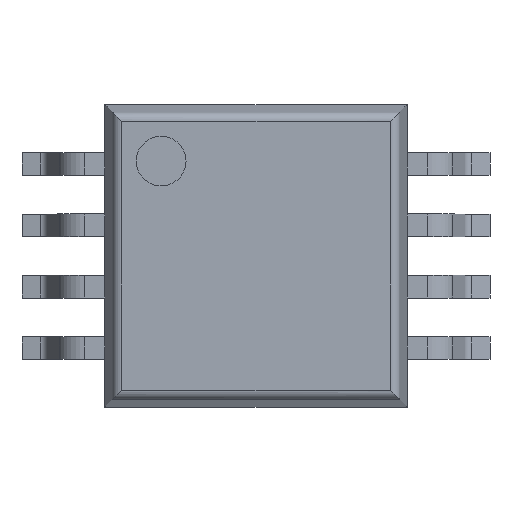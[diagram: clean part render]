
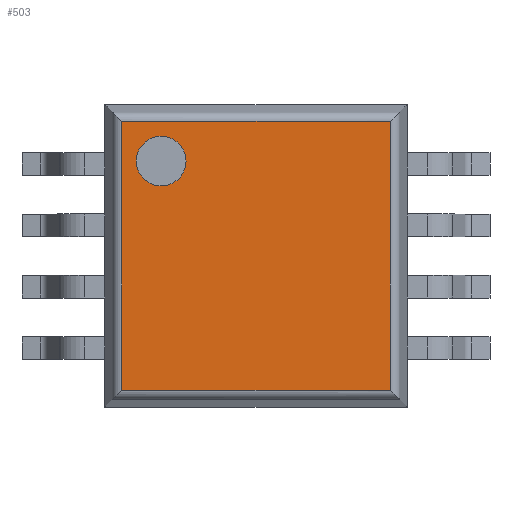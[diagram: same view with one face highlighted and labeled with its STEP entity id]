
A CAD part, top view. The second image highlights one B-rep face of the part: STEP entity #503.
In plain terms, the highlighted planar face has unit normal (0, 0, 1).
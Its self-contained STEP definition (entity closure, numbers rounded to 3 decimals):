
#24 = VERTEX_POINT('',#25);
#25 = CARTESIAN_POINT('',(-1.004,0.736,1.25));
#31 = EDGE_CURVE('',#32,#24,#34,.T.);
#32 = VERTEX_POINT('',#33);
#33 = CARTESIAN_POINT('',(-1.004,1.263,1.25));
#34 = CIRCLE('',#35,0.264);
#35 = AXIS2_PLACEMENT_3D('',#36,#37,#38);
#36 = CARTESIAN_POINT('',(-1.004,0.999,1.25));
#37 = DIRECTION('',(-0.,0.,1.));
#38 = DIRECTION('',(0.,-1.,0.));
#503 = ADVANCED_FACE('',(#504,#514),#548,.F.);
#504 = FACE_BOUND('',#505,.T.);
#505 = EDGE_LOOP('',(#506,#513));
#506 = ORIENTED_EDGE('',*,*,#507,.F.);
#507 = EDGE_CURVE('',#24,#32,#508,.T.);
#508 = CIRCLE('',#509,0.264);
#509 = AXIS2_PLACEMENT_3D('',#510,#511,#512);
#510 = CARTESIAN_POINT('',(-1.004,0.999,1.25));
#511 = DIRECTION('',(-0.,0.,1.));
#512 = DIRECTION('',(0.,-1.,0.));
#513 = ORIENTED_EDGE('',*,*,#31,.F.);
#514 = FACE_BOUND('',#515,.T.);
#515 = EDGE_LOOP('',(#516,#526,#534,#542));
#516 = ORIENTED_EDGE('',*,*,#517,.T.);
#517 = EDGE_CURVE('',#518,#520,#522,.T.);
#518 = VERTEX_POINT('',#519);
#519 = CARTESIAN_POINT('',(-1.423,1.418,1.25));
#520 = VERTEX_POINT('',#521);
#521 = CARTESIAN_POINT('',(-1.423,-1.428,1.25));
#522 = LINE('',#523,#524);
#523 = CARTESIAN_POINT('',(-1.423,-1.509,1.25));
#524 = VECTOR('',#525,1.);
#525 = DIRECTION('',(0.,-1.,0.));
#526 = ORIENTED_EDGE('',*,*,#527,.T.);
#527 = EDGE_CURVE('',#520,#528,#530,.T.);
#528 = VERTEX_POINT('',#529);
#529 = CARTESIAN_POINT('',(1.423,-1.428,1.25));
#530 = LINE('',#531,#532);
#531 = CARTESIAN_POINT('',(1.504,-1.428,1.25));
#532 = VECTOR('',#533,1.);
#533 = DIRECTION('',(1.,0.,0.));
#534 = ORIENTED_EDGE('',*,*,#535,.T.);
#535 = EDGE_CURVE('',#528,#536,#538,.T.);
#536 = VERTEX_POINT('',#537);
#537 = CARTESIAN_POINT('',(1.423,1.418,1.25));
#538 = LINE('',#539,#540);
#539 = CARTESIAN_POINT('',(1.423,1.499,1.25));
#540 = VECTOR('',#541,1.);
#541 = DIRECTION('',(0.,1.,0.));
#542 = ORIENTED_EDGE('',*,*,#543,.T.);
#543 = EDGE_CURVE('',#536,#518,#544,.T.);
#544 = LINE('',#545,#546);
#545 = CARTESIAN_POINT('',(-1.504,1.418,1.25));
#546 = VECTOR('',#547,1.);
#547 = DIRECTION('',(-1.,0.,0.));
#548 = PLANE('',#549);
#549 = AXIS2_PLACEMENT_3D('',#550,#551,#552);
#550 = CARTESIAN_POINT('',(-1.6,1.595,1.25));
#551 = DIRECTION('',(0.,0.,-1.));
#552 = DIRECTION('',(0.,1.,0.));
